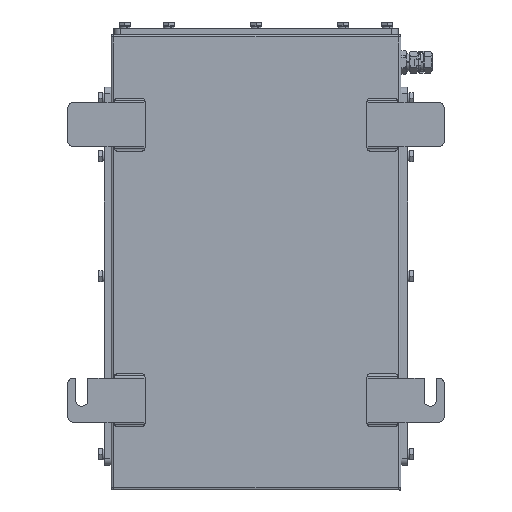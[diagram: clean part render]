
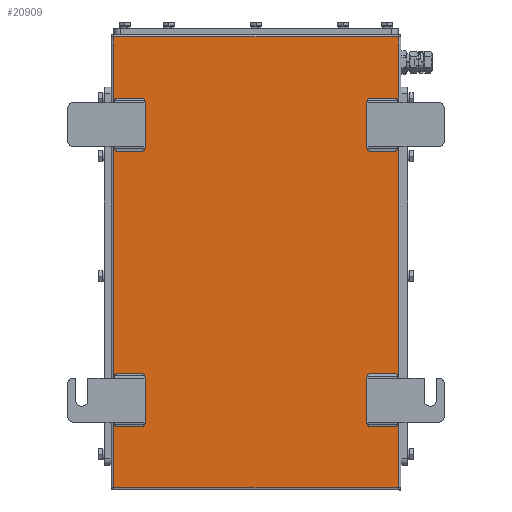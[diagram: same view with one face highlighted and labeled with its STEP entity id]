
A CAD part, front view. The second image highlights one B-rep face of the part: STEP entity #20909.
In plain terms, the highlighted planar face has unit normal (0, -1, 0).
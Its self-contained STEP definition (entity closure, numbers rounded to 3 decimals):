
#570=FACE_BOUND('',#3048,.T.);
#571=FACE_BOUND('',#3049,.T.);
#572=FACE_BOUND('',#3050,.T.);
#573=FACE_BOUND('',#3051,.T.);
#574=FACE_BOUND('',#3052,.T.);
#575=FACE_BOUND('',#3053,.T.);
#576=FACE_BOUND('',#3054,.T.);
#577=FACE_BOUND('',#3055,.T.);
#777=PLANE('',#22435);
#1803=FACE_OUTER_BOUND('',#3047,.T.);
#3047=EDGE_LOOP('',(#14387,#14388,#14389,#14390));
#3048=EDGE_LOOP('',(#14391,#14392));
#3049=EDGE_LOOP('',(#14393,#14394));
#3050=EDGE_LOOP('',(#14395,#14396));
#3051=EDGE_LOOP('',(#14397,#14398));
#3052=EDGE_LOOP('',(#14399,#14400));
#3053=EDGE_LOOP('',(#14401,#14402));
#3054=EDGE_LOOP('',(#14403,#14404));
#3055=EDGE_LOOP('',(#14405,#14406));
#5224=LINE('',#30828,#6709);
#5236=LINE('',#31296,#6721);
#5583=LINE('',#32841,#7068);
#5584=LINE('',#32842,#7069);
#5585=LINE('',#32845,#7070);
#5586=LINE('',#32848,#7071);
#5587=LINE('',#32851,#7072);
#5588=LINE('',#32854,#7073);
#5589=LINE('',#32857,#7074);
#5590=LINE('',#32860,#7075);
#5591=LINE('',#32863,#7076);
#5592=LINE('',#32866,#7077);
#6709=VECTOR('',#24568,10.);
#6721=VECTOR('',#24632,10.);
#7068=VECTOR('',#25573,10.);
#7069=VECTOR('',#25574,10.);
#7070=VECTOR('',#25575,10.);
#7071=VECTOR('',#25576,10.);
#7072=VECTOR('',#25577,10.);
#7073=VECTOR('',#25578,10.);
#7074=VECTOR('',#25579,10.);
#7075=VECTOR('',#25580,10.);
#7076=VECTOR('',#25581,10.);
#7077=VECTOR('',#25582,10.);
#8377=VERTEX_POINT('',#30818);
#8379=VERTEX_POINT('',#30824);
#8399=VERTEX_POINT('',#31286);
#8401=VERTEX_POINT('',#31292);
#8747=VERTEX_POINT('',#32843);
#8748=VERTEX_POINT('',#32844);
#8749=VERTEX_POINT('',#32846);
#8750=VERTEX_POINT('',#32847);
#8751=VERTEX_POINT('',#32849);
#8752=VERTEX_POINT('',#32850);
#8753=VERTEX_POINT('',#32852);
#8754=VERTEX_POINT('',#32853);
#8755=VERTEX_POINT('',#32855);
#8756=VERTEX_POINT('',#32856);
#8757=VERTEX_POINT('',#32858);
#8758=VERTEX_POINT('',#32859);
#8759=VERTEX_POINT('',#32861);
#8760=VERTEX_POINT('',#32862);
#8761=VERTEX_POINT('',#32864);
#8762=VERTEX_POINT('',#32865);
#10304=EDGE_CURVE('',#8377,#8379,#5224,.T.);
#10346=EDGE_CURVE('',#8399,#8401,#5236,.T.);
#10892=EDGE_CURVE('',#8377,#8401,#5583,.T.);
#10893=EDGE_CURVE('',#8399,#8379,#5584,.T.);
#10894=EDGE_CURVE('',#8747,#8748,#5585,.T.);
#10895=EDGE_CURVE('',#8749,#8750,#5586,.T.);
#10896=EDGE_CURVE('',#8751,#8752,#5587,.T.);
#10897=EDGE_CURVE('',#8753,#8754,#5588,.T.);
#10898=EDGE_CURVE('',#8755,#8756,#5589,.T.);
#10899=EDGE_CURVE('',#8757,#8758,#5590,.T.);
#10900=EDGE_CURVE('',#8759,#8760,#5591,.T.);
#10901=EDGE_CURVE('',#8761,#8762,#5592,.T.);
#14387=ORIENTED_EDGE('',*,*,#10892,.T.);
#14388=ORIENTED_EDGE('',*,*,#10346,.F.);
#14389=ORIENTED_EDGE('',*,*,#10893,.T.);
#14390=ORIENTED_EDGE('',*,*,#10304,.F.);
#14391=ORIENTED_EDGE('',*,*,#10894,.T.);
#14392=ORIENTED_EDGE('',*,*,#10894,.F.);
#14393=ORIENTED_EDGE('',*,*,#10895,.T.);
#14394=ORIENTED_EDGE('',*,*,#10895,.F.);
#14395=ORIENTED_EDGE('',*,*,#10896,.T.);
#14396=ORIENTED_EDGE('',*,*,#10896,.F.);
#14397=ORIENTED_EDGE('',*,*,#10897,.T.);
#14398=ORIENTED_EDGE('',*,*,#10897,.F.);
#14399=ORIENTED_EDGE('',*,*,#10898,.T.);
#14400=ORIENTED_EDGE('',*,*,#10898,.F.);
#14401=ORIENTED_EDGE('',*,*,#10899,.T.);
#14402=ORIENTED_EDGE('',*,*,#10899,.F.);
#14403=ORIENTED_EDGE('',*,*,#10900,.T.);
#14404=ORIENTED_EDGE('',*,*,#10900,.F.);
#14405=ORIENTED_EDGE('',*,*,#10901,.T.);
#14406=ORIENTED_EDGE('',*,*,#10901,.F.);
#20909=ADVANCED_FACE('',(#1803,#570,#571,#572,#573,#574,#575,#576,#577),
#777,.F.);
#22435=AXIS2_PLACEMENT_3D('',#32840,#25571,#25572);
#24568=DIRECTION('',(-1.,0.,0.));
#24632=DIRECTION('',(1.,0.,0.));
#25571=DIRECTION('center_axis',(0.,1.,0.));
#25572=DIRECTION('ref_axis',(-1.,0.,0.));
#25573=DIRECTION('',(0.,0.,1.));
#25574=DIRECTION('',(0.,0.,-1.));
#25575=DIRECTION('',(-1.,0.,0.));
#25576=DIRECTION('',(1.,0.,0.));
#25577=DIRECTION('',(1.,0.,0.));
#25578=DIRECTION('',(-1.,0.,0.));
#25579=DIRECTION('',(1.,0.,0.));
#25580=DIRECTION('',(-1.,0.,0.));
#25581=DIRECTION('',(-1.,0.,0.));
#25582=DIRECTION('',(1.,0.,0.));
#30818=CARTESIAN_POINT('',(129.1,0.,-204.5));
#30824=CARTESIAN_POINT('',(-129.1,0.,-204.5));
#30828=CARTESIAN_POINT('',(-64.55,0.,-204.5));
#31286=CARTESIAN_POINT('',(-129.1,0.,204.5));
#31292=CARTESIAN_POINT('',(129.1,0.,204.5));
#31296=CARTESIAN_POINT('',(-64.55,0.,204.5));
#32840=CARTESIAN_POINT('Origin',(0.,0.,
0.));
#32841=CARTESIAN_POINT('',(129.1,0.,-102.05));
#32842=CARTESIAN_POINT('',(-129.1,0.,102.05));
#32843=CARTESIAN_POINT('',(125.7,0.,-149.));
#32844=CARTESIAN_POINT('',(103.7,0.,-149.));
#32845=CARTESIAN_POINT('',(50.35,0.,-149.));
#32846=CARTESIAN_POINT('',(103.7,0.,-101.));
#32847=CARTESIAN_POINT('',(125.7,0.,-101.));
#32848=CARTESIAN_POINT('',(50.35,0.,-101.));
#32849=CARTESIAN_POINT('',(-125.7,0.,-101.));
#32850=CARTESIAN_POINT('',(-103.7,0.,-101.));
#32851=CARTESIAN_POINT('',(-64.35,0.,-101.));
#32852=CARTESIAN_POINT('',(-103.7,0.,-149.));
#32853=CARTESIAN_POINT('',(-125.7,0.,-149.));
#32854=CARTESIAN_POINT('',(-64.35,0.,-149.));
#32855=CARTESIAN_POINT('',(103.7,0.,149.));
#32856=CARTESIAN_POINT('',(125.7,0.,149.));
#32857=CARTESIAN_POINT('',(50.35,0.,149.));
#32858=CARTESIAN_POINT('',(125.7,0.,101.));
#32859=CARTESIAN_POINT('',(103.7,0.,101.));
#32860=CARTESIAN_POINT('',(50.35,0.,101.));
#32861=CARTESIAN_POINT('',(-103.7,0.,101.));
#32862=CARTESIAN_POINT('',(-125.7,0.,101.));
#32863=CARTESIAN_POINT('',(-50.35,0.,101.));
#32864=CARTESIAN_POINT('',(-125.7,0.,149.));
#32865=CARTESIAN_POINT('',(-103.7,0.,149.));
#32866=CARTESIAN_POINT('',(-50.35,0.,149.));
